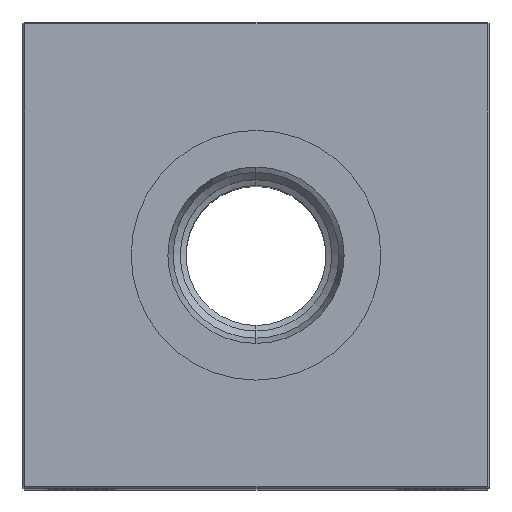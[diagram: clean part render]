
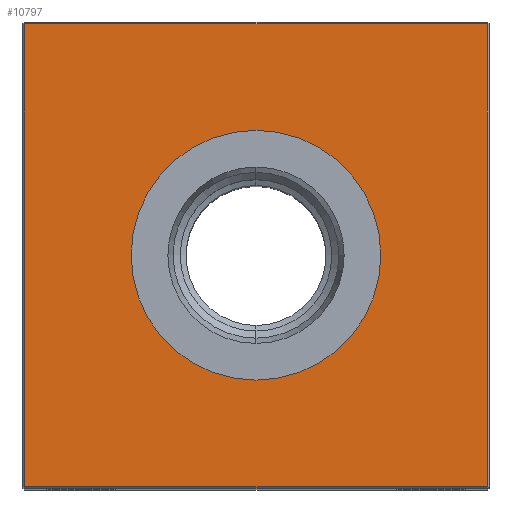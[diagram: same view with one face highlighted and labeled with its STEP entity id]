
A CAD part, top view. The second image highlights one B-rep face of the part: STEP entity #10797.
In plain terms, the highlighted planar face has unit normal (0, 0, 1).
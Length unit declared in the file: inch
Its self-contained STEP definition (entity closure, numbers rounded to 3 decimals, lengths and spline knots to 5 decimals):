
#605 = DIRECTION ( 'NONE',  ( 0., -1., 0. ) ) ;
#1158 = VECTOR ( 'NONE', #21513, 39.37008 ) ;
#2735 = ORIENTED_EDGE ( 'NONE', *, *, #22157, .T. ) ;
#3998 = ORIENTED_EDGE ( 'NONE', *, *, #11012, .T. ) ;
#4552 = VECTOR ( 'NONE', #21156, 39.37008 ) ;
#4776 = AXIS2_PLACEMENT_3D ( 'NONE', #22238, #6717, #14600 ) ;
#5018 = EDGE_CURVE ( 'NONE', #11623, #19901, #18586, .T. ) ;
#6096 = EDGE_LOOP ( 'NONE', ( #2735, #24826 ) ) ;
#6717 = DIRECTION ( 'NONE',  ( 0., 0., -1. ) ) ;
#7320 = FACE_BOUND ( 'NONE', #6096, .T. ) ;
#7327 = VECTOR ( 'NONE', #20770, 39.37008 ) ;
#7338 = CARTESIAN_POINT ( 'NONE',  ( 0., 0., 4.75 ) ) ;
#7932 = CARTESIAN_POINT ( 'NONE',  ( 0., 1.24, 4.75 ) ) ;
#7936 = EDGE_CURVE ( 'NONE', #25517, #15260, #20284, .T. ) ;
#8454 = CARTESIAN_POINT ( 'NONE',  ( 0., 0.66929, 4.75 ) ) ;
#9112 = ORIENTED_EDGE ( 'NONE', *, *, #12434, .T. ) ;
#9875 = LINE ( 'NONE', #7932, #1158 ) ;
#10797 = ADVANCED_FACE ( 'NONE', ( #21544, #7320 ), #15585, .F. ) ;
#10991 = CIRCLE ( 'NONE', #4776, 0.66929 ) ;
#11009 = AXIS2_PLACEMENT_3D ( 'NONE', #7338, #17038, #24941 ) ;
#11012 = EDGE_CURVE ( 'NONE', #15260, #11623, #23711, .T. ) ;
#11623 = VERTEX_POINT ( 'NONE', #21453 ) ;
#12434 = EDGE_CURVE ( 'NONE', #19901, #25517, #9875, .T. ) ;
#12615 = CARTESIAN_POINT ( 'NONE',  ( 1.24, 0., 4.75 ) ) ;
#14311 = CARTESIAN_POINT ( 'NONE',  ( -1.24, -1.24, 4.75 ) ) ;
#14600 = DIRECTION ( 'NONE',  ( -1., 0., 0. ) ) ;
#15260 = VERTEX_POINT ( 'NONE', #14311 ) ;
#15341 = CARTESIAN_POINT ( 'NONE',  ( 0., 0., 4.75 ) ) ;
#15585 = PLANE ( 'NONE',  #24816 ) ;
#16535 = CARTESIAN_POINT ( 'NONE',  ( 1.24, 1.24, 4.75 ) ) ;
#17038 = DIRECTION ( 'NONE',  ( 0., 0., -1. ) ) ;
#18575 = ORIENTED_EDGE ( 'NONE', *, *, #7936, .T. ) ;
#18586 = LINE ( 'NONE', #12615, #7327 ) ;
#19217 = DIRECTION ( 'NONE',  ( 0., 0., -1. ) ) ;
#19636 = ORIENTED_EDGE ( 'NONE', *, *, #5018, .T. ) ;
#19821 = CARTESIAN_POINT ( 'NONE',  ( 0., -1.24, 4.75 ) ) ;
#19901 = VERTEX_POINT ( 'NONE', #16535 ) ;
#19970 = CARTESIAN_POINT ( 'NONE',  ( -1.24, 1.24, 4.75 ) ) ;
#20284 = LINE ( 'NONE', #22742, #23744 ) ;
#20669 = EDGE_CURVE ( 'NONE', #24137, #24776, #10991, .T. ) ;
#20770 = DIRECTION ( 'NONE',  ( 0., 1., 0. ) ) ;
#21156 = DIRECTION ( 'NONE',  ( 1., 0., 0. ) ) ;
#21422 = DIRECTION ( 'NONE',  ( -1., 0., 0. ) ) ;
#21453 = CARTESIAN_POINT ( 'NONE',  ( 1.24, -1.24, 4.75 ) ) ;
#21513 = DIRECTION ( 'NONE',  ( -1., 0., 0. ) ) ;
#21544 = FACE_OUTER_BOUND ( 'NONE', #24431, .T. ) ;
#22155 = CIRCLE ( 'NONE', #11009, 0.66929 ) ;
#22157 = EDGE_CURVE ( 'NONE', #24776, #24137, #22155, .T. ) ;
#22238 = CARTESIAN_POINT ( 'NONE',  ( 0., 0., 4.75 ) ) ;
#22742 = CARTESIAN_POINT ( 'NONE',  ( -1.24, 0., 4.75 ) ) ;
#22848 = CARTESIAN_POINT ( 'NONE',  ( 0., -0.66929, 4.75 ) ) ;
#23711 = LINE ( 'NONE', #19821, #4552 ) ;
#23744 = VECTOR ( 'NONE', #605, 39.37008 ) ;
#24137 = VERTEX_POINT ( 'NONE', #22848 ) ;
#24431 = EDGE_LOOP ( 'NONE', ( #18575, #3998, #19636, #9112 ) ) ;
#24776 = VERTEX_POINT ( 'NONE', #8454 ) ;
#24816 = AXIS2_PLACEMENT_3D ( 'NONE', #15341, #19217, #21422 ) ;
#24826 = ORIENTED_EDGE ( 'NONE', *, *, #20669, .T. ) ;
#24941 = DIRECTION ( 'NONE',  ( -1., 0., 0. ) ) ;
#25517 = VERTEX_POINT ( 'NONE', #19970 ) ;
